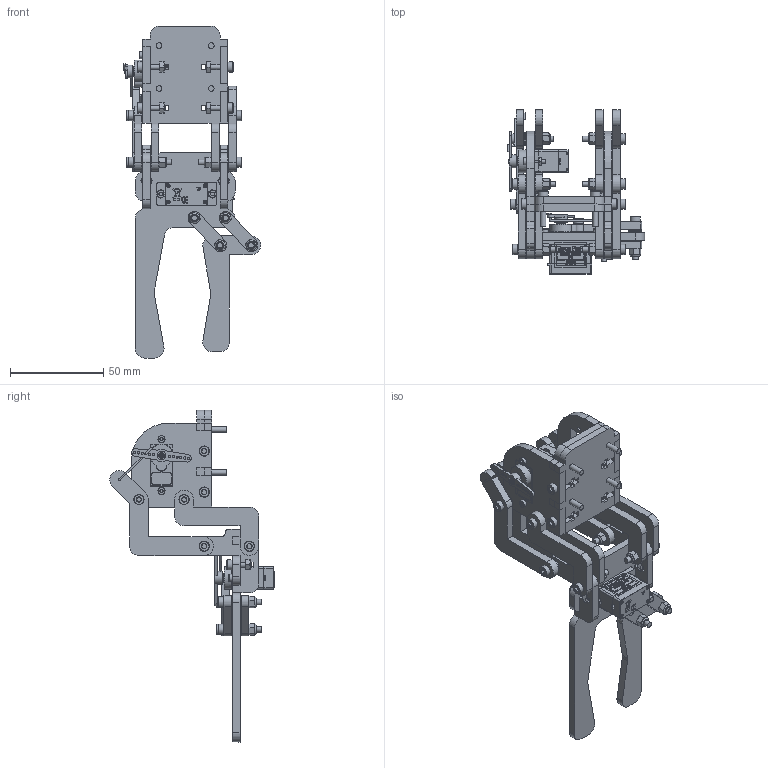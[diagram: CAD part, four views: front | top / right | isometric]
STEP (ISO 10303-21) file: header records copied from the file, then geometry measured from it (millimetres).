
FILE_DESCRIPTION(/* description */ (''),/* implementation_level */ '2;1');
FILE_NAME(/* name */ 'gripper.step',/* time_stamp */ '2022-06-27T08:39:23+02:00',/* author */ (''),/* organization */ (''),/* preprocessor_version */ 'ST-DEVELOPER v19',/* originating_system */ 'Autodesk Translation Framework v11.7.0.108',/* authorisation */ '');
FILE_SCHEMA (('AUTOMOTIVE_DESIGN { 1 0 10303 214 3 1 1 }'));
Products named in the file (28): Gripper; Gripper_1; SG90 - Micro Servo 9g - Tower Pro; Laserteil 2; Laserteil 5; Laserteil 6; Laserteil 7; Laserteil 8; Laserteil 9; SG90 - Micro Servo 9g - Tower Pro_1; SG90 - Micro Servo 9g - Tower Pro.1_Pea; SG90 - Micro Servo 9g - Tower Pro.3_Pea; SG90 - Micro Servo 9g - Tower Pro.6_BS EN ISO 7045 - M2 x 4 - Z - 4S; Druckstange 1; Druckstange 2; Laserteil 1; Laserteil 3; Laserteil 4; Nuts and Bolts; M3 Washer; M3x20; M3 Locknut; M3 Nut; M3x12; M3x10; M2 Nut; M2x10; M3x16
Assembly tree (112 placements, depth 4):
  Gripper
    Gripper_1
      Laserteil 1  x2
      Laserteil 2  x2
      SG90 - Micro Servo 9g - Tower Pro
        SG90 - Micro Servo 9g - Tower Pro.1_Pea
        SG90 - Micro Servo 9g - Tower Pro.3_Pea
        SG90 - Micro Servo 9g - Tower Pro.6_BS EN ISO 7045 - M2 x 4 - Z - 4S
      Laserteil 3  x4
      Laserteil 4  x4
      Laserteil 5  x2
      Laserteil 6
      Laserteil 7  x3
      Laserteil 8
      Laserteil 9
      SG90 - Micro Servo 9g - Tower Pro_1
        SG90 - Micro Servo 9g - Tower Pro.1_Pea
        SG90 - Micro Servo 9g - Tower Pro.3_Pea
        SG90 - Micro Servo 9g - Tower Pro.6_BS EN ISO 7045 - M2 x 4 - Z - 4S
      Druckstange 1
      Druckstange 2
      Nuts and Bolts
        M3 Washer  x32
        M3x20  x12
        M3 Locknut  x12
        M3 Nut  x6
        M3x12  x4
        M3x10  x2
        M2 Nut  x4
        M2x10  x4
        M3x16  x4
Bounding box: 73.6 x 88.08 x 178.01 mm (x, y, z)
Volume: 91392.2 mm3; surface area: 75863.6 mm2
Topology: 144 solids, 144 shells, 3496 faces, 9538 edges, 6632 vertices
Faces by surface type: plane 2088, cylinder 738, cone 526, torus 92, bspline 46, sphere 6
Full cylindrical faces by diameter (mm): 0.2 x2, 0.5 x2, 1 x10, 1.2 x29, 1.6 x4, 1.8 x8, 2 x40, 2.1 x2, 2.35 x12, 2.9 x50, 3 x40, 3.1 x2, 3.2 x32, 3.259 x12, 3.8 x4, 4.6 x2, 5 x2, 5.5 x22, 6.9 x2, 7 x32
Entity records: 54271 total; most frequent: CARTESIAN_POINT 16459, ORIENTED_EDGE 8036, DIRECTION 7090, EDGE_CURVE 4018, VERTEX_POINT 2884, LINE 2448, VECTOR 2448, AXIS2_PLACEMENT_3D 2321
